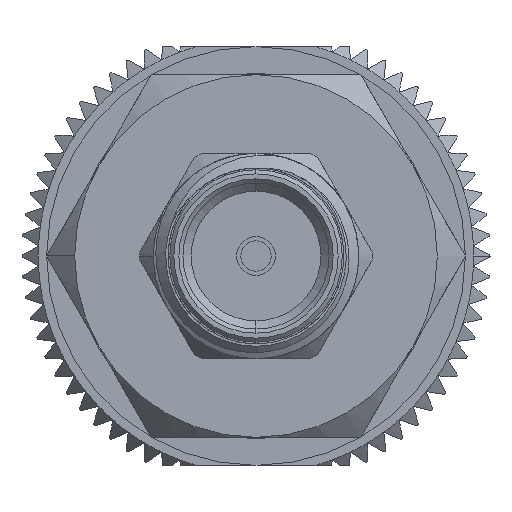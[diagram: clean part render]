
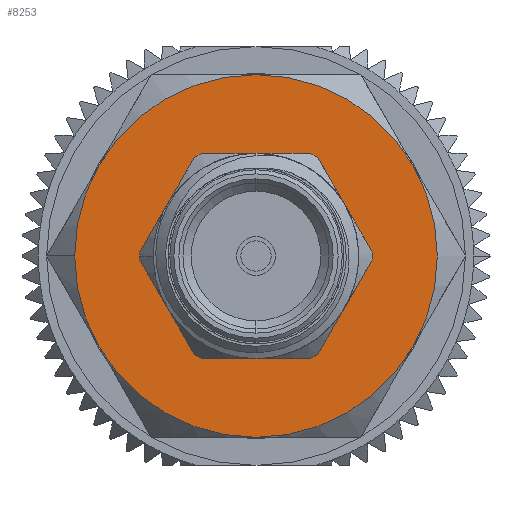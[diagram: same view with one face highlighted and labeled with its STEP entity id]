
A CAD part, left-side view. The second image highlights one B-rep face of the part: STEP entity #8253.
In plain terms, the highlighted planar face has unit normal (-1, 0, 0).
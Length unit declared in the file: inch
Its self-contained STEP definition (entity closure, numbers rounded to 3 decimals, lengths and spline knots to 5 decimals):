
#213 = AXIS2_PLACEMENT_3D ( 'NONE', #13115, #3799, #12012 ) ;
#217 = AXIS2_PLACEMENT_3D ( 'NONE', #11445, #5728, #4445 ) ;
#327 = DIRECTION ( 'NONE',  ( -1., 0., 0. ) ) ;
#458 = PLANE ( 'NONE',  #5531 ) ;
#516 = CIRCLE ( 'NONE', #7252, 0.22084 ) ;
#1014 = CIRCLE ( 'NONE', #213, 0.22084 ) ;
#1186 = ORIENTED_EDGE ( 'NONE', *, *, #1571, .F. ) ;
#1193 = CARTESIAN_POINT ( 'NONE',  ( 0., 0., 0. ) ) ;
#1571 = EDGE_CURVE ( 'NONE', #1932, #13188, #4496, .T. ) ;
#1623 = FACE_OUTER_BOUND ( 'NONE', #4788, .T. ) ;
#1737 = DIRECTION ( 'NONE',  ( 0., 0., -1. ) ) ;
#1769 = CARTESIAN_POINT ( 'NONE',  ( 0., 0., 0. ) ) ;
#1932 = VERTEX_POINT ( 'NONE', #8352 ) ;
#2600 = ORIENTED_EDGE ( 'NONE', *, *, #10393, .F. ) ;
#2838 = DIRECTION ( 'NONE',  ( 1., 0., 0. ) ) ;
#2963 = CARTESIAN_POINT ( 'NONE',  ( 0., 0., 0. ) ) ;
#2985 = EDGE_CURVE ( 'NONE', #9524, #1932, #1014, .T. ) ;
#3251 = EDGE_CURVE ( 'NONE', #7106, #12135, #5806, .T. ) ;
#3347 = CARTESIAN_POINT ( 'NONE',  ( 0., 0., 0. ) ) ;
#3362 = CARTESIAN_POINT ( 'NONE',  ( 0., -0.22084, 0. ) ) ;
#3405 = DIRECTION ( 'NONE',  ( 1., 0., 0. ) ) ;
#3433 = DIRECTION ( 'NONE',  ( 0., 0., -1. ) ) ;
#3532 = CARTESIAN_POINT ( 'NONE',  ( 0., 0.11042, 0.19125 ) ) ;
#3799 = DIRECTION ( 'NONE',  ( 1., 0., 0. ) ) ;
#4014 = AXIS2_PLACEMENT_3D ( 'NONE', #1769, #2838, #11248 ) ;
#4443 = CIRCLE ( 'NONE', #217, 0.22084 ) ;
#4445 = DIRECTION ( 'NONE',  ( 0., 0., -1. ) ) ;
#4496 = CIRCLE ( 'NONE', #4014, 0.22084 ) ;
#4788 = EDGE_LOOP ( 'NONE', ( #12268, #2600, #11591, #1186, #9287, #5378, #7359 ) ) ;
#4917 = DIRECTION ( 'NONE',  ( 0., 0., 1. ) ) ;
#5166 = AXIS2_PLACEMENT_3D ( 'NONE', #3347, #3405, #10377 ) ;
#5378 = ORIENTED_EDGE ( 'NONE', *, *, #13231, .F. ) ;
#5531 = AXIS2_PLACEMENT_3D ( 'NONE', #2963, #13636, #1737 ) ;
#5687 = CIRCLE ( 'NONE', #14970, 0.22084 ) ;
#5728 = DIRECTION ( 'NONE',  ( 1., 0., 0. ) ) ;
#5752 = DIRECTION ( 'NONE',  ( 0., 0., -1. ) ) ;
#5806 = CIRCLE ( 'NONE', #5166, 0.22084 ) ;
#6079 = CIRCLE ( 'NONE', #9575, 0.22084 ) ;
#6105 = VERTEX_POINT ( 'NONE', #3532 ) ;
#7106 = VERTEX_POINT ( 'NONE', #10673 ) ;
#7224 = EDGE_CURVE ( 'NONE', #6105, #12135, #6079, .T. ) ;
#7252 = AXIS2_PLACEMENT_3D ( 'NONE', #1193, #12845, #5752 ) ;
#7359 = ORIENTED_EDGE ( 'NONE', *, *, #7224, .T. ) ;
#8253 = ADVANCED_FACE ( 'NONE', ( #1623 ), #458, .F. ) ;
#8352 = CARTESIAN_POINT ( 'NONE',  ( 0., -0.11042, 0.19125 ) ) ;
#9287 = ORIENTED_EDGE ( 'NONE', *, *, #2985, .F. ) ;
#9524 = VERTEX_POINT ( 'NONE', #11701 ) ;
#9575 = AXIS2_PLACEMENT_3D ( 'NONE', #13201, #327, #4917 ) ;
#9825 = CARTESIAN_POINT ( 'NONE',  ( 0., 0.22084, 0. ) ) ;
#10377 = DIRECTION ( 'NONE',  ( 0., 0., -1. ) ) ;
#10393 = EDGE_CURVE ( 'NONE', #13292, #7106, #4443, .T. ) ;
#10405 = CARTESIAN_POINT ( 'NONE',  ( 0., 0., 0. ) ) ;
#10673 = CARTESIAN_POINT ( 'NONE',  ( 0., 0.11042, -0.19125 ) ) ;
#10895 = CARTESIAN_POINT ( 'NONE',  ( 0., -0.11042, -0.19125 ) ) ;
#11248 = DIRECTION ( 'NONE',  ( 0., 0., -1. ) ) ;
#11445 = CARTESIAN_POINT ( 'NONE',  ( 0., 0., 0. ) ) ;
#11591 = ORIENTED_EDGE ( 'NONE', *, *, #12985, .F. ) ;
#11701 = CARTESIAN_POINT ( 'NONE',  ( 0., 0., 0.22084 ) ) ;
#12012 = DIRECTION ( 'NONE',  ( 0., 0., -1. ) ) ;
#12135 = VERTEX_POINT ( 'NONE', #9825 ) ;
#12268 = ORIENTED_EDGE ( 'NONE', *, *, #3251, .F. ) ;
#12845 = DIRECTION ( 'NONE',  ( 1., 0., 0. ) ) ;
#12985 = EDGE_CURVE ( 'NONE', #13188, #13292, #5687, .T. ) ;
#13115 = CARTESIAN_POINT ( 'NONE',  ( 0., 0., 0. ) ) ;
#13188 = VERTEX_POINT ( 'NONE', #3362 ) ;
#13201 = CARTESIAN_POINT ( 'NONE',  ( 0., 0., 0. ) ) ;
#13231 = EDGE_CURVE ( 'NONE', #6105, #9524, #516, .T. ) ;
#13292 = VERTEX_POINT ( 'NONE', #10895 ) ;
#13636 = DIRECTION ( 'NONE',  ( 1., 0., 0. ) ) ;
#14047 = DIRECTION ( 'NONE',  ( 1., 0., 0. ) ) ;
#14970 = AXIS2_PLACEMENT_3D ( 'NONE', #10405, #14047, #3433 ) ;
